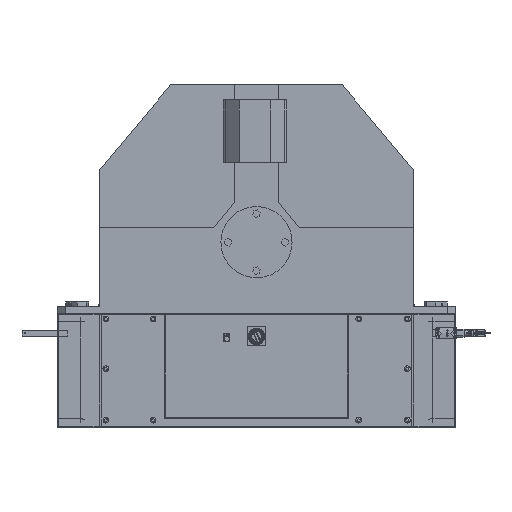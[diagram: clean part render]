
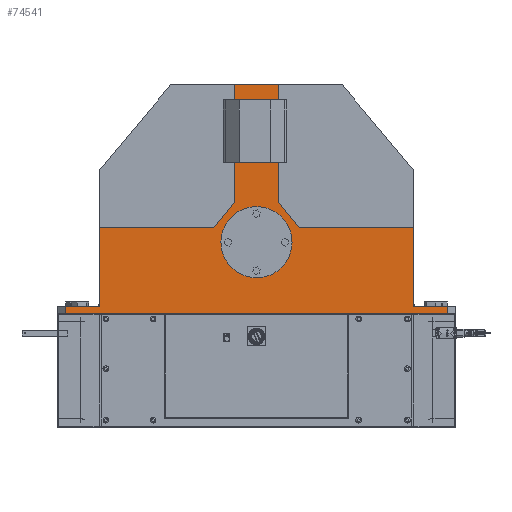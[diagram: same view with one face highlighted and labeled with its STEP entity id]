
A CAD part, left-side view. The second image highlights one B-rep face of the part: STEP entity #74541.
In plain terms, the highlighted free-form (B-spline) face has degree [1, 1] with [2, 2] control points.
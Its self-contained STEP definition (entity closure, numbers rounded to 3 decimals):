
#73168 = VERTEX_POINT('',#73169);
#73169 = CARTESIAN_POINT('',(-564.185,1695.203,
    118.338));
#73174 = EDGE_CURVE('',#73168,#73175,#73177,.T.);
#73175 = VERTEX_POINT('',#73176);
#73176 = CARTESIAN_POINT('',(-564.185,1536.277,
    118.338));
#73177 = B_SPLINE_CURVE_WITH_KNOTS('',1,(#73178,#73179),.UNSPECIFIED.,
  .F.,.F.,(2,2),(-120.,0.),.PIECEWISE_BEZIER_KNOTS.);
#73178 = CARTESIAN_POINT('',(-564.185,1695.203,
    118.338));
#73179 = CARTESIAN_POINT('',(-564.185,1536.277,
    118.338));
#73666 = EDGE_CURVE('',#73175,#73667,#73669,.T.);
#73667 = VERTEX_POINT('',#73668);
#73668 = CARTESIAN_POINT('',(-564.185,1536.277,
    482.542));
#73669 = B_SPLINE_CURVE_WITH_KNOTS('',1,(#73670,#73671),.UNSPECIFIED.,
  .F.,.F.,(2,2),(-325.75,-50.75),
  .PIECEWISE_BEZIER_KNOTS.);
#73670 = CARTESIAN_POINT('',(-564.185,1536.277,
    118.338));
#73671 = CARTESIAN_POINT('',(-564.185,1536.277,
    482.542));
#73844 = VERTEX_POINT('',#73845);
#73845 = CARTESIAN_POINT('',(-564.185,79.463,
    118.338));
#73850 = EDGE_CURVE('',#73844,#73851,#73853,.T.);
#73851 = VERTEX_POINT('',#73852);
#73852 = CARTESIAN_POINT('',(-564.185,-79.463,
    118.338));
#73853 = B_SPLINE_CURVE_WITH_KNOTS('',1,(#73854,#73855),.UNSPECIFIED.,
  .F.,.F.,(2,2),(0.,120.),.PIECEWISE_BEZIER_KNOTS.);
#73854 = CARTESIAN_POINT('',(-564.185,79.463,
    118.338));
#73855 = CARTESIAN_POINT('',(-564.185,-79.463,
    118.338));
#74478 = VERTEX_POINT('',#74479);
#74479 = CARTESIAN_POINT('',(-564.185,-79.463,
    85.229));
#74484 = EDGE_CURVE('',#74485,#74478,#74487,.T.);
#74485 = VERTEX_POINT('',#74486);
#74486 = CARTESIAN_POINT('',(-564.185,1695.203,
    85.229));
#74487 = B_SPLINE_CURVE_WITH_KNOTS('',1,(#74488,#74489),.UNSPECIFIED.,
  .F.,.F.,(2,2),(-507.5,832.5),
  .PIECEWISE_BEZIER_KNOTS.);
#74488 = CARTESIAN_POINT('',(-564.185,1695.203,
    85.229));
#74489 = CARTESIAN_POINT('',(-564.185,-79.463,
    85.229));
#74541 = ADVANCED_FACE('',(#74542,#74612),#74626,.T.);
#74542 = FACE_BOUND('',#74543,.T.);
#74543 = EDGE_LOOP('',(#74544,#74545,#74550,#74551,#74558,#74565,#74572,
    #74579,#74586,#74593,#74600,#74605,#74606,#74607));
#74544 = ORIENTED_EDGE('',*,*,#74484,.T.);
#74545 = ORIENTED_EDGE('',*,*,#74546,.F.);
#74546 = EDGE_CURVE('',#73851,#74478,#74547,.T.);
#74547 = B_SPLINE_CURVE_WITH_KNOTS('',1,(#74548,#74549),.UNSPECIFIED.,
  .F.,.F.,(2,2),(-17.5,7.5),
  .PIECEWISE_BEZIER_KNOTS.);
#74548 = CARTESIAN_POINT('',(-564.185,-79.463,
    118.338));
#74549 = CARTESIAN_POINT('',(-564.185,-79.463,
    85.229));
#74550 = ORIENTED_EDGE('',*,*,#73850,.F.);
#74551 = ORIENTED_EDGE('',*,*,#74552,.F.);
#74552 = EDGE_CURVE('',#74553,#73844,#74555,.T.);
#74553 = VERTEX_POINT('',#74554);
#74554 = CARTESIAN_POINT('',(-564.185,79.463,
    482.542));
#74555 = B_SPLINE_CURVE_WITH_KNOTS('',1,(#74556,#74557),.UNSPECIFIED.,
  .F.,.F.,(2,2),(-99.25,175.75),
  .PIECEWISE_BEZIER_KNOTS.);
#74556 = CARTESIAN_POINT('',(-564.185,79.463,
    482.542));
#74557 = CARTESIAN_POINT('',(-564.185,79.463,
    118.338));
#74558 = ORIENTED_EDGE('',*,*,#74559,.T.);
#74559 = EDGE_CURVE('',#74553,#74560,#74562,.T.);
#74560 = VERTEX_POINT('',#74561);
#74561 = CARTESIAN_POINT('',(-564.185,609.213,
    482.542));
#74562 = B_SPLINE_CURVE_WITH_KNOTS('',1,(#74563,#74564),.UNSPECIFIED.,
  .F.,.F.,(2,2),(-637.5,-237.5),
  .PIECEWISE_BEZIER_KNOTS.);
#74563 = CARTESIAN_POINT('',(-564.185,79.463,
    482.542));
#74564 = CARTESIAN_POINT('',(-564.185,609.213,
    482.542));
#74565 = ORIENTED_EDGE('',*,*,#74566,.T.);
#74566 = EDGE_CURVE('',#74560,#74567,#74569,.T.);
#74567 = VERTEX_POINT('',#74568);
#74568 = CARTESIAN_POINT('',(-564.185,705.282,
    601.736));
#74569 = B_SPLINE_CURVE_WITH_KNOTS('',1,(#74570,#74571),.UNSPECIFIED.,
  .F.,.F.,(2,2),(-304.16,-188.566),
  .PIECEWISE_BEZIER_KNOTS.);
#74570 = CARTESIAN_POINT('',(-564.185,609.213,
    482.542));
#74571 = CARTESIAN_POINT('',(-564.185,705.282,
    601.736));
#74572 = ORIENTED_EDGE('',*,*,#74573,.T.);
#74573 = EDGE_CURVE('',#74567,#74574,#74576,.T.);
#74574 = VERTEX_POINT('',#74575);
#74575 = CARTESIAN_POINT('',(-564.185,705.282,
    1148.704));
#74576 = B_SPLINE_CURVE_WITH_KNOTS('',1,(#74577,#74578),.UNSPECIFIED.,
  .F.,.F.,(2,2),(-286.5,126.5),
  .PIECEWISE_BEZIER_KNOTS.);
#74577 = CARTESIAN_POINT('',(-564.185,705.282,
    601.736));
#74578 = CARTESIAN_POINT('',(-564.185,705.282,
    1148.704));
#74579 = ORIENTED_EDGE('',*,*,#74580,.F.);
#74580 = EDGE_CURVE('',#74581,#74574,#74583,.T.);
#74581 = VERTEX_POINT('',#74582);
#74582 = CARTESIAN_POINT('',(-564.185,910.471,
    1148.704));
#74583 = B_SPLINE_CURVE_WITH_KNOTS('',1,(#74584,#74585),.UNSPECIFIED.,
  .F.,.F.,(2,2),(-227.471,-72.539),
  .PIECEWISE_BEZIER_KNOTS.);
#74584 = CARTESIAN_POINT('',(-564.185,910.471,
    1148.704));
#74585 = CARTESIAN_POINT('',(-564.185,705.282,
    1148.704));
#74586 = ORIENTED_EDGE('',*,*,#74587,.T.);
#74587 = EDGE_CURVE('',#74581,#74588,#74590,.T.);
#74588 = VERTEX_POINT('',#74589);
#74589 = CARTESIAN_POINT('',(-564.185,910.471,
    601.736));
#74590 = B_SPLINE_CURVE_WITH_KNOTS('',1,(#74591,#74592),.UNSPECIFIED.,
  .F.,.F.,(2,2),(-333.,80.),
  .PIECEWISE_BEZIER_KNOTS.);
#74591 = CARTESIAN_POINT('',(-564.185,910.471,
    1148.704));
#74592 = CARTESIAN_POINT('',(-564.185,910.471,
    601.736));
#74593 = ORIENTED_EDGE('',*,*,#74594,.T.);
#74594 = EDGE_CURVE('',#74588,#74595,#74597,.T.);
#74595 = VERTEX_POINT('',#74596);
#74596 = CARTESIAN_POINT('',(-564.185,1006.54,
    482.542));
#74597 = B_SPLINE_CURVE_WITH_KNOTS('',1,(#74598,#74599),.UNSPECIFIED.,
  .F.,.F.,(2,2),(-73.176,42.418),
  .PIECEWISE_BEZIER_KNOTS.);
#74598 = CARTESIAN_POINT('',(-564.185,910.471,
    601.736));
#74599 = CARTESIAN_POINT('',(-564.185,1006.54,
    482.542));
#74600 = ORIENTED_EDGE('',*,*,#74601,.T.);
#74601 = EDGE_CURVE('',#74595,#73667,#74602,.T.);
#74602 = B_SPLINE_CURVE_WITH_KNOTS('',1,(#74603,#74604),.UNSPECIFIED.,
  .F.,.F.,(2,2),(-288.99,111.),
  .PIECEWISE_BEZIER_KNOTS.);
#74603 = CARTESIAN_POINT('',(-564.185,1006.54,
    482.542));
#74604 = CARTESIAN_POINT('',(-564.185,1536.277,
    482.542));
#74605 = ORIENTED_EDGE('',*,*,#73666,.F.);
#74606 = ORIENTED_EDGE('',*,*,#73174,.F.);
#74607 = ORIENTED_EDGE('',*,*,#74608,.T.);
#74608 = EDGE_CURVE('',#73168,#74485,#74609,.T.);
#74609 = B_SPLINE_CURVE_WITH_KNOTS('',1,(#74610,#74611),.UNSPECIFIED.,
  .F.,.F.,(2,2),(-17.5,7.5),
  .PIECEWISE_BEZIER_KNOTS.);
#74610 = CARTESIAN_POINT('',(-564.185,1695.203,
    118.338));
#74611 = CARTESIAN_POINT('',(-564.185,1695.203,
    85.229));
#74612 = FACE_BOUND('',#74613,.T.);
#74613 = EDGE_LOOP('',(#74614));
#74614 = ORIENTED_EDGE('',*,*,#74615,.F.);
#74615 = EDGE_CURVE('',#74616,#74616,#74618,.T.);
#74616 = VERTEX_POINT('',#74617);
#74617 = CARTESIAN_POINT('',(-564.185,973.417,
    416.323));
#74618 = ( BOUNDED_CURVE() B_SPLINE_CURVE(2,(#74619,#74620,#74621,#74622
    ,#74623,#74624,#74625),.UNSPECIFIED.,.T.,.F.) 
B_SPLINE_CURVE_WITH_KNOTS((3,2,2,3),(3.142,5.236,
7.33,9.425),.PIECEWISE_BEZIER_KNOTS.) CURVE() 
GEOMETRIC_REPRESENTATION_ITEM() RATIONAL_B_SPLINE_CURVE((1.,0.5,1.,0.5,
1.,0.5,1.)) REPRESENTATION_ITEM('') );
#74619 = CARTESIAN_POINT('',(-564.185,973.417,
    416.323));
#74620 = CARTESIAN_POINT('',(-564.185,973.417,
    129.587));
#74621 = CARTESIAN_POINT('',(-564.185,725.096,
    272.955));
#74622 = CARTESIAN_POINT('',(-564.185,476.776,
    416.323));
#74623 = CARTESIAN_POINT('',(-564.185,725.096,
    559.691));
#74624 = CARTESIAN_POINT('',(-564.185,973.417,
    703.059));
#74625 = CARTESIAN_POINT('',(-564.185,973.417,
    416.323));
#74626 = B_SPLINE_SURFACE_WITH_KNOTS('',1,1,(
    (#74627,#74628)
    ,(#74629,#74630
    )),.UNSPECIFIED.,.F.,.F.,.F.,(2,2),(2,2),(-550.,
    253.),(-995.,345.),
  .PIECEWISE_BEZIER_KNOTS.);
#74627 = CARTESIAN_POINT('',(-564.185,-79.463,
    85.229));
#74628 = CARTESIAN_POINT('',(-564.185,1695.203,
    85.229));
#74629 = CARTESIAN_POINT('',(-564.185,-79.463,
    1148.704));
#74630 = CARTESIAN_POINT('',(-564.185,1695.203,
    1148.704));
